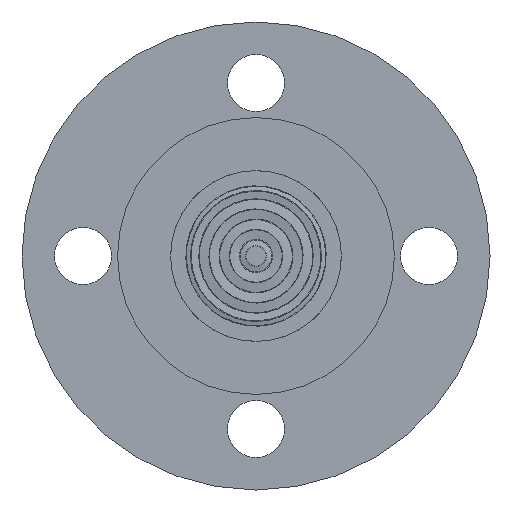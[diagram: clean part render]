
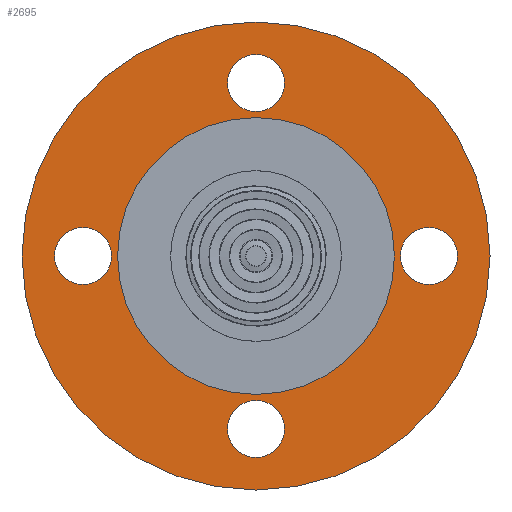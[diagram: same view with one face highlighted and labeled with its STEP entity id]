
A CAD part, front view. The second image highlights one B-rep face of the part: STEP entity #2695.
In plain terms, the highlighted planar face has unit normal (0, -1, 0).
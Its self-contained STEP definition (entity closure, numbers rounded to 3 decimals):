
#139=CIRCLE('',#2922,7.);
#140=CIRCLE('',#2924,7.);
#141=CIRCLE('',#2926,7.);
#142=CIRCLE('',#2928,7.);
#148=CIRCLE('',#2939,34.);
#149=CIRCLE('',#2942,57.5);
#295=FACE_BOUND('',#578,.T.);
#296=FACE_BOUND('',#579,.T.);
#297=FACE_BOUND('',#580,.T.);
#298=FACE_BOUND('',#581,.T.);
#299=FACE_BOUND('',#582,.T.);
#403=FACE_OUTER_BOUND('',#577,.T.);
#577=EDGE_LOOP('',(#2240));
#578=EDGE_LOOP('',(#2241));
#579=EDGE_LOOP('',(#2242));
#580=EDGE_LOOP('',(#2243));
#581=EDGE_LOOP('',(#2244));
#582=EDGE_LOOP('',(#2245));
#1230=VERTEX_POINT('',#4791);
#1231=VERTEX_POINT('',#4795);
#1232=VERTEX_POINT('',#4799);
#1233=VERTEX_POINT('',#4803);
#1239=VERTEX_POINT('',#4824);
#1240=VERTEX_POINT('',#4829);
#1575=EDGE_CURVE('',#1230,#1230,#139,.T.);
#1577=EDGE_CURVE('',#1231,#1231,#140,.T.);
#1579=EDGE_CURVE('',#1232,#1232,#141,.T.);
#1581=EDGE_CURVE('',#1233,#1233,#142,.T.);
#1591=EDGE_CURVE('',#1239,#1239,#148,.T.);
#1593=EDGE_CURVE('',#1240,#1240,#149,.T.);
#2240=ORIENTED_EDGE('',*,*,#1593,.T.);
#2241=ORIENTED_EDGE('',*,*,#1575,.T.);
#2242=ORIENTED_EDGE('',*,*,#1577,.T.);
#2243=ORIENTED_EDGE('',*,*,#1579,.T.);
#2244=ORIENTED_EDGE('',*,*,#1581,.T.);
#2245=ORIENTED_EDGE('',*,*,#1591,.T.);
#2580=PLANE('',#2943);
#2695=ADVANCED_FACE('',(#403,#295,#296,#297,#298,#299),#2580,.F.);
#2922=AXIS2_PLACEMENT_3D('',#4793,#3564,#3565);
#2924=AXIS2_PLACEMENT_3D('',#4797,#3569,#3570);
#2926=AXIS2_PLACEMENT_3D('',#4801,#3574,#3575);
#2928=AXIS2_PLACEMENT_3D('',#4805,#3579,#3580);
#2939=AXIS2_PLACEMENT_3D('',#4826,#3605,#3606);
#2942=AXIS2_PLACEMENT_3D('',#4831,#3612,#3613);
#2943=AXIS2_PLACEMENT_3D('',#4832,#3614,#3615);
#3564=DIRECTION('center_axis',(0.,1.,0.));
#3565=DIRECTION('ref_axis',(0.,0.,-1.));
#3569=DIRECTION('center_axis',(0.,1.,0.));
#3570=DIRECTION('ref_axis',(1.,0.,0.));
#3574=DIRECTION('center_axis',(0.,1.,0.));
#3575=DIRECTION('ref_axis',(0.,0.,1.));
#3579=DIRECTION('center_axis',(0.,1.,0.));
#3580=DIRECTION('ref_axis',(-1.,0.,0.));
#3605=DIRECTION('center_axis',(0.,1.,0.));
#3606=DIRECTION('ref_axis',(-1.,0.,0.));
#3612=DIRECTION('center_axis',(0.,-1.,0.));
#3613=DIRECTION('ref_axis',(1.,0.,0.));
#3614=DIRECTION('center_axis',(0.,1.,0.));
#3615=DIRECTION('ref_axis',(0.,0.,1.));
#4791=CARTESIAN_POINT('',(-42.5,0.,7.));
#4793=CARTESIAN_POINT('Origin',(-42.5,0.,0.));
#4795=CARTESIAN_POINT('',(-7.,0.,-42.5));
#4797=CARTESIAN_POINT('Origin',(0.,0.,-42.5));
#4799=CARTESIAN_POINT('',(42.5,0.,-7.));
#4801=CARTESIAN_POINT('Origin',(42.5,0.,0.));
#4803=CARTESIAN_POINT('',(7.,0.,42.5));
#4805=CARTESIAN_POINT('Origin',(0.,0.,42.5));
#4824=CARTESIAN_POINT('',(34.,0.,0.));
#4826=CARTESIAN_POINT('Origin',(0.,0.,0.));
#4829=CARTESIAN_POINT('',(-57.5,0.,0.));
#4831=CARTESIAN_POINT('Origin',(0.,0.,0.));
#4832=CARTESIAN_POINT('Origin',(0.,0.,0.));
